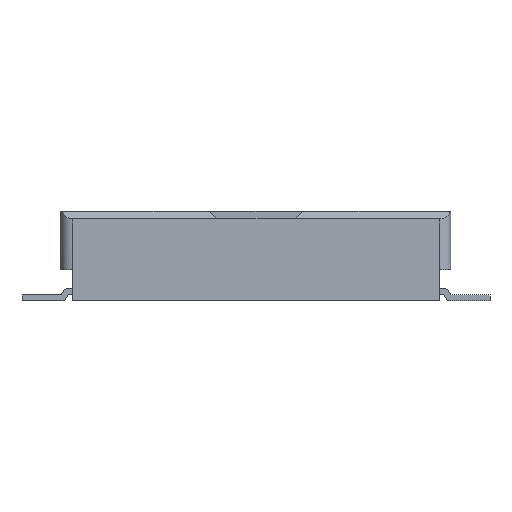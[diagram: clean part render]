
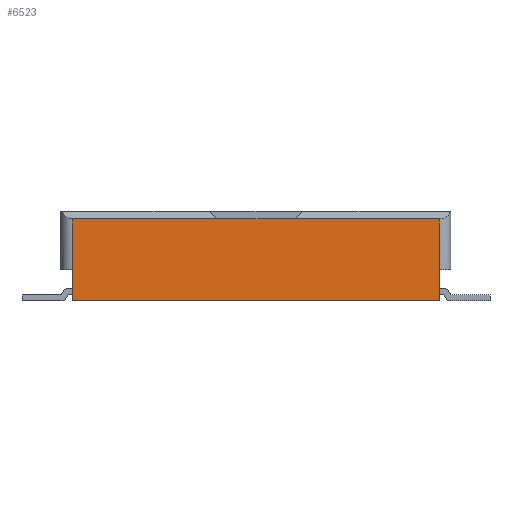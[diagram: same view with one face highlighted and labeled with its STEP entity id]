
A CAD part, left-side view. The second image highlights one B-rep face of the part: STEP entity #6523.
In plain terms, the highlighted planar face has unit normal (-1, 0, 0).
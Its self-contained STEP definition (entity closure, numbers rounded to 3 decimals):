
#13=DIRECTION('',(0.,0.,1.));
#36=VECTOR('',#13,1.);
#44=DIRECTION('',(1.,0.,0.));
#50=VECTOR('',#51,1.);
#51=DIRECTION('',(0.,0.,-1.));
#123=DIRECTION('',(0.,-1.,0.));
#126=VERTEX_POINT('',#127);
#127=CARTESIAN_POINT('',(-5.05,-2.35,0.4));
#255=VECTOR('',#123,1.);
#1053=EDGE_CURVE('',#126,#1054,#1056,.T.);
#1054=VERTEX_POINT('',#1055);
#1055=CARTESIAN_POINT('',(-5.05,-2.35,1.05));
#1056=LINE('',#1057,#36);
#1057=CARTESIAN_POINT('',(-5.05,-2.35,0.));
#1072=VERTEX_POINT('',#1073);
#1073=CARTESIAN_POINT('',(-5.05,-2.35,0.));
#1080=ORIENTED_EDGE('',*,*,#1081,.T.);
#1081=EDGE_CURVE('',#126,#1072,#1082,.T.);
#1082=LINE('',#127,#50);
#1548=VERTEX_POINT('',#1549);
#1549=CARTESIAN_POINT('',(-5.05,-0.501,1.05));
#1556=ORIENTED_EDGE('',*,*,#1557,.T.);
#1557=EDGE_CURVE('',#1548,#1054,#1558,.T.);
#1558=LINE('',#1559,#255);
#1559=CARTESIAN_POINT('',(-5.05,2.5,1.05));
#6523=ADVANCED_FACE('',(#6524),#6552,.F.);
#6524=FACE_BOUND('',#6525,.F.);
#6525=EDGE_LOOP('',(#6526,#6532,#1556,#6534,#1080,#6535,#6541,#6548));
#6526=ORIENTED_EDGE('',*,*,#6527,.T.);
#6527=EDGE_CURVE('',#6528,#6530,#1558,.T.);
#6528=VERTEX_POINT('',#6529);
#6529=CARTESIAN_POINT('',(-5.05,2.35,1.05));
#6530=VERTEX_POINT('',#6531);
#6531=CARTESIAN_POINT('',(-5.05,0.501,1.05));
#6532=ORIENTED_EDGE('',*,*,#6533,.T.);
#6533=EDGE_CURVE('',#6530,#1548,#1558,.T.);
#6534=ORIENTED_EDGE('',*,*,#1053,.F.);
#6535=ORIENTED_EDGE('',*,*,#6536,.F.);
#6536=EDGE_CURVE('',#6537,#1072,#6539,.T.);
#6537=VERTEX_POINT('',#6538);
#6538=CARTESIAN_POINT('',(-5.05,2.35,0.));
#6539=LINE('',#6540,#255);
#6540=CARTESIAN_POINT('',(-5.05,2.5,0.));
#6541=ORIENTED_EDGE('',*,*,#6542,.F.);
#6542=EDGE_CURVE('',#6543,#6537,#6545,.T.);
#6543=VERTEX_POINT('',#6544);
#6544=CARTESIAN_POINT('',(-5.05,2.35,0.4));
#6545=LINE('',#6544,#6546);
#6546=VECTOR('',#6547,1.);
#6547=DIRECTION('',(-0.,0.,-1.));
#6548=ORIENTED_EDGE('',*,*,#6549,.T.);
#6549=EDGE_CURVE('',#6543,#6528,#6550,.T.);
#6550=LINE('',#6551,#36);
#6551=CARTESIAN_POINT('',(-5.05,2.35,0.));
#6552=PLANE('',#6553);
#6553=AXIS2_PLACEMENT_3D('',#6540,#44,#123);
